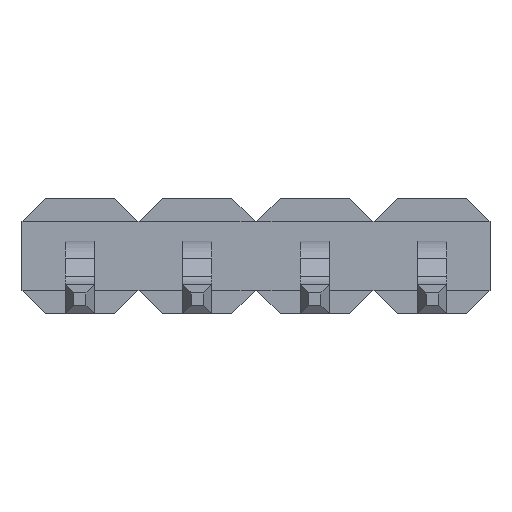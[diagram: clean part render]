
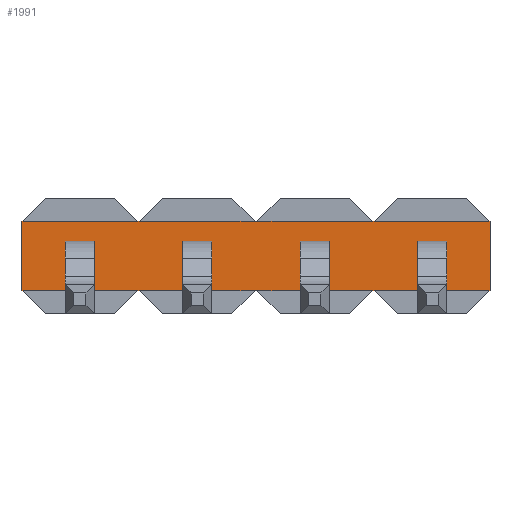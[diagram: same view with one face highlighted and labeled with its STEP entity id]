
A CAD part, left-side view. The second image highlights one B-rep face of the part: STEP entity #1991.
In plain terms, the highlighted planar face has unit normal (-1, 0, 0).
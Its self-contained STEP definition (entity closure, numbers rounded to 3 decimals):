
#86 = VERTEX_POINT('',#87);
#87 = CARTESIAN_POINT('',(2.711,-1.25,2.));
#132 = VERTEX_POINT('',#133);
#133 = CARTESIAN_POINT('',(2.711,1.25,2.));
#179 = EDGE_CURVE('',#132,#86,#180,.T.);
#180 = LINE('',#181,#182);
#181 = CARTESIAN_POINT('',(2.711,1.3,2.));
#182 = VECTOR('',#183,1.);
#183 = DIRECTION('',(0.,-1.,0.));
#195 = EDGE_CURVE('',#86,#196,#198,.T.);
#196 = VERTEX_POINT('',#197);
#197 = CARTESIAN_POINT('',(2.711,-1.29,2.));
#198 = LINE('',#199,#200);
#199 = CARTESIAN_POINT('',(2.711,-1.2,2.));
#200 = VECTOR('',#201,1.);
#201 = DIRECTION('',(0.,-1.,0.));
#226 = EDGE_CURVE('',#132,#227,#229,.T.);
#227 = VERTEX_POINT('',#228);
#228 = CARTESIAN_POINT('',(2.711,1.25,0.5));
#229 = LINE('',#230,#231);
#230 = CARTESIAN_POINT('',(2.711,1.25,1.625));
#231 = VECTOR('',#232,1.);
#232 = DIRECTION('',(0.,0.,-1.));
#337 = VERTEX_POINT('',#338);
#338 = CARTESIAN_POINT('',(2.711,-1.25,0.5));
#406 = EDGE_CURVE('',#337,#227,#407,.T.);
#407 = LINE('',#408,#409);
#408 = CARTESIAN_POINT('',(2.711,-1.3,0.5));
#409 = VECTOR('',#410,1.);
#410 = DIRECTION('',(0.,1.,0.));
#439 = EDGE_CURVE('',#440,#337,#442,.T.);
#440 = VERTEX_POINT('',#441);
#441 = CARTESIAN_POINT('',(2.711,-1.29,0.5));
#442 = LINE('',#443,#444);
#443 = CARTESIAN_POINT('',(2.711,-1.34,0.5));
#444 = VECTOR('',#445,1.);
#445 = DIRECTION('',(0.,1.,0.));
#502 = EDGE_CURVE('',#196,#503,#505,.T.);
#503 = VERTEX_POINT('',#504);
#504 = CARTESIAN_POINT('',(2.711,-3.79,2.));
#505 = LINE('',#506,#507);
#506 = CARTESIAN_POINT('',(2.711,-1.24,2.));
#507 = VECTOR('',#508,1.);
#508 = DIRECTION('',(0.,-1.,0.));
#591 = VERTEX_POINT('',#592);
#592 = CARTESIAN_POINT('',(2.711,-3.79,0.5));
#598 = EDGE_CURVE('',#591,#440,#599,.T.);
#599 = LINE('',#600,#601);
#600 = CARTESIAN_POINT('',(2.711,-3.84,0.5));
#601 = VECTOR('',#602,1.);
#602 = DIRECTION('',(0.,1.,0.));
#717 = EDGE_CURVE('',#503,#718,#720,.T.);
#718 = VERTEX_POINT('',#719);
#719 = CARTESIAN_POINT('',(2.711,-3.83,2.));
#720 = LINE('',#721,#722);
#721 = CARTESIAN_POINT('',(2.711,-3.74,2.));
#722 = VECTOR('',#723,1.);
#723 = DIRECTION('',(0.,-1.,0.));
#748 = EDGE_CURVE('',#749,#591,#751,.T.);
#749 = VERTEX_POINT('',#750);
#750 = CARTESIAN_POINT('',(2.711,-3.83,0.5));
#751 = LINE('',#752,#753);
#752 = CARTESIAN_POINT('',(2.711,-3.88,0.5));
#753 = VECTOR('',#754,1.);
#754 = DIRECTION('',(0.,1.,0.));
#889 = EDGE_CURVE('',#718,#890,#892,.T.);
#890 = VERTEX_POINT('',#891);
#891 = CARTESIAN_POINT('',(2.711,-6.33,2.));
#892 = LINE('',#893,#894);
#893 = CARTESIAN_POINT('',(2.711,-3.78,2.));
#894 = VECTOR('',#895,1.);
#895 = DIRECTION('',(0.,-1.,0.));
#939 = VERTEX_POINT('',#940);
#940 = CARTESIAN_POINT('',(2.711,-6.33,0.5));
#946 = EDGE_CURVE('',#939,#749,#947,.T.);
#947 = LINE('',#948,#949);
#948 = CARTESIAN_POINT('',(2.711,-6.38,0.5));
#949 = VECTOR('',#950,1.);
#950 = DIRECTION('',(0.,1.,0.));
#1065 = EDGE_CURVE('',#890,#1066,#1068,.T.);
#1066 = VERTEX_POINT('',#1067);
#1067 = CARTESIAN_POINT('',(2.711,-6.37,2.));
#1068 = LINE('',#1069,#1070);
#1069 = CARTESIAN_POINT('',(2.711,-6.28,2.));
#1070 = VECTOR('',#1071,1.);
#1071 = DIRECTION('',(0.,-1.,0.));
#1096 = EDGE_CURVE('',#1097,#939,#1099,.T.);
#1097 = VERTEX_POINT('',#1098);
#1098 = CARTESIAN_POINT('',(2.711,-6.37,0.5));
#1099 = LINE('',#1100,#1101);
#1100 = CARTESIAN_POINT('',(2.711,-6.42,0.5));
#1101 = VECTOR('',#1102,1.);
#1102 = DIRECTION('',(0.,1.,0.));
#1237 = EDGE_CURVE('',#1066,#1238,#1240,.T.);
#1238 = VERTEX_POINT('',#1239);
#1239 = CARTESIAN_POINT('',(2.711,-8.87,2.));
#1240 = LINE('',#1241,#1242);
#1241 = CARTESIAN_POINT('',(2.711,-6.32,2.));
#1242 = VECTOR('',#1243,1.);
#1243 = DIRECTION('',(0.,-1.,0.));
#1287 = VERTEX_POINT('',#1288);
#1288 = CARTESIAN_POINT('',(2.711,-8.87,0.5));
#1294 = EDGE_CURVE('',#1287,#1097,#1295,.T.);
#1295 = LINE('',#1296,#1297);
#1296 = CARTESIAN_POINT('',(2.711,-8.92,0.5));
#1297 = VECTOR('',#1298,1.);
#1298 = DIRECTION('',(0.,1.,0.));
#1413 = EDGE_CURVE('',#1287,#1238,#1414,.T.);
#1414 = LINE('',#1415,#1416);
#1415 = CARTESIAN_POINT('',(2.711,-8.87,0.875));
#1416 = VECTOR('',#1417,1.);
#1417 = DIRECTION('',(0.,0.,1.));
#1611 = EDGE_CURVE('',#1612,#1614,#1616,.T.);
#1612 = VERTEX_POINT('',#1613);
#1613 = CARTESIAN_POINT('',(2.711,-2.858,0.933));
#1614 = VERTEX_POINT('',#1615);
#1615 = CARTESIAN_POINT('',(2.711,-2.223,0.933));
#1616 = LINE('',#1617,#1618);
#1617 = CARTESIAN_POINT('',(2.711,-2.699,0.933));
#1618 = VECTOR('',#1619,1.);
#1619 = DIRECTION('',(0.,1.,0.));
#1642 = EDGE_CURVE('',#1643,#1612,#1645,.T.);
#1643 = VERTEX_POINT('',#1644);
#1644 = CARTESIAN_POINT('',(2.711,-2.858,1.568));
#1645 = LINE('',#1646,#1647);
#1646 = CARTESIAN_POINT('',(2.711,-2.858,1.409));
#1647 = VECTOR('',#1648,1.);
#1648 = DIRECTION('',(0.,0.,-1.));
#1666 = EDGE_CURVE('',#1614,#1667,#1669,.T.);
#1667 = VERTEX_POINT('',#1668);
#1668 = CARTESIAN_POINT('',(2.711,-2.223,1.568));
#1669 = LINE('',#1670,#1671);
#1670 = CARTESIAN_POINT('',(2.711,-2.223,1.091));
#1671 = VECTOR('',#1672,1.);
#1672 = DIRECTION('',(0.,0.,1.));
#1690 = EDGE_CURVE('',#1667,#1643,#1691,.T.);
#1691 = LINE('',#1692,#1693);
#1692 = CARTESIAN_POINT('',(2.711,-2.381,1.568));
#1693 = VECTOR('',#1694,1.);
#1694 = DIRECTION('',(0.,-1.,0.));
#1707 = EDGE_CURVE('',#1708,#1710,#1712,.T.);
#1708 = VERTEX_POINT('',#1709);
#1709 = CARTESIAN_POINT('',(2.711,-5.398,0.933));
#1710 = VERTEX_POINT('',#1711);
#1711 = CARTESIAN_POINT('',(2.711,-4.763,0.933));
#1712 = LINE('',#1713,#1714);
#1713 = CARTESIAN_POINT('',(2.711,-5.239,0.933));
#1714 = VECTOR('',#1715,1.);
#1715 = DIRECTION('',(0.,1.,0.));
#1738 = EDGE_CURVE('',#1739,#1708,#1741,.T.);
#1739 = VERTEX_POINT('',#1740);
#1740 = CARTESIAN_POINT('',(2.711,-5.398,1.568));
#1741 = LINE('',#1742,#1743);
#1742 = CARTESIAN_POINT('',(2.711,-5.398,1.409));
#1743 = VECTOR('',#1744,1.);
#1744 = DIRECTION('',(0.,0.,-1.));
#1762 = EDGE_CURVE('',#1710,#1763,#1765,.T.);
#1763 = VERTEX_POINT('',#1764);
#1764 = CARTESIAN_POINT('',(2.711,-4.763,1.568));
#1765 = LINE('',#1766,#1767);
#1766 = CARTESIAN_POINT('',(2.711,-4.763,1.091));
#1767 = VECTOR('',#1768,1.);
#1768 = DIRECTION('',(0.,0.,1.));
#1786 = EDGE_CURVE('',#1763,#1739,#1787,.T.);
#1787 = LINE('',#1788,#1789);
#1788 = CARTESIAN_POINT('',(2.711,-4.921,1.568));
#1789 = VECTOR('',#1790,1.);
#1790 = DIRECTION('',(0.,-1.,0.));
#1803 = EDGE_CURVE('',#1804,#1806,#1808,.T.);
#1804 = VERTEX_POINT('',#1805);
#1805 = CARTESIAN_POINT('',(2.711,-0.318,0.933));
#1806 = VERTEX_POINT('',#1807);
#1807 = CARTESIAN_POINT('',(2.711,0.318,0.933));
#1808 = LINE('',#1809,#1810);
#1809 = CARTESIAN_POINT('',(2.711,-0.159,0.933));
#1810 = VECTOR('',#1811,1.);
#1811 = DIRECTION('',(0.,1.,0.));
#1834 = EDGE_CURVE('',#1835,#1804,#1837,.T.);
#1835 = VERTEX_POINT('',#1836);
#1836 = CARTESIAN_POINT('',(2.711,-0.318,1.568));
#1837 = LINE('',#1838,#1839);
#1838 = CARTESIAN_POINT('',(2.711,-0.318,1.409));
#1839 = VECTOR('',#1840,1.);
#1840 = DIRECTION('',(0.,0.,-1.));
#1858 = EDGE_CURVE('',#1806,#1859,#1861,.T.);
#1859 = VERTEX_POINT('',#1860);
#1860 = CARTESIAN_POINT('',(2.711,0.318,1.568));
#1861 = LINE('',#1862,#1863);
#1862 = CARTESIAN_POINT('',(2.711,0.318,1.091));
#1863 = VECTOR('',#1864,1.);
#1864 = DIRECTION('',(0.,0.,1.));
#1882 = EDGE_CURVE('',#1859,#1835,#1883,.T.);
#1883 = LINE('',#1884,#1885);
#1884 = CARTESIAN_POINT('',(2.711,0.159,1.568));
#1885 = VECTOR('',#1886,1.);
#1886 = DIRECTION('',(0.,-1.,0.));
#1899 = EDGE_CURVE('',#1900,#1902,#1904,.T.);
#1900 = VERTEX_POINT('',#1901);
#1901 = CARTESIAN_POINT('',(2.711,-7.938,0.933));
#1902 = VERTEX_POINT('',#1903);
#1903 = CARTESIAN_POINT('',(2.711,-7.303,0.933));
#1904 = LINE('',#1905,#1906);
#1905 = CARTESIAN_POINT('',(2.711,-7.779,0.933));
#1906 = VECTOR('',#1907,1.);
#1907 = DIRECTION('',(0.,1.,0.));
#1930 = EDGE_CURVE('',#1931,#1900,#1933,.T.);
#1931 = VERTEX_POINT('',#1932);
#1932 = CARTESIAN_POINT('',(2.711,-7.938,1.568));
#1933 = LINE('',#1934,#1935);
#1934 = CARTESIAN_POINT('',(2.711,-7.938,1.409));
#1935 = VECTOR('',#1936,1.);
#1936 = DIRECTION('',(0.,0.,-1.));
#1954 = EDGE_CURVE('',#1902,#1955,#1957,.T.);
#1955 = VERTEX_POINT('',#1956);
#1956 = CARTESIAN_POINT('',(2.711,-7.303,1.568));
#1957 = LINE('',#1958,#1959);
#1958 = CARTESIAN_POINT('',(2.711,-7.303,1.091));
#1959 = VECTOR('',#1960,1.);
#1960 = DIRECTION('',(0.,0.,1.));
#1978 = EDGE_CURVE('',#1955,#1931,#1979,.T.);
#1979 = LINE('',#1980,#1981);
#1980 = CARTESIAN_POINT('',(2.711,-7.461,1.568));
#1981 = VECTOR('',#1982,1.);
#1982 = DIRECTION('',(0.,-1.,0.));
#1991 = ADVANCED_FACE('',(#1992,#2010,#2016,#2022,#2028),#2034,.T.);
#1992 = FACE_BOUND('',#1993,.T.);
#1993 = EDGE_LOOP('',(#1994,#1995,#1996,#1997,#1998,#1999,#2000,#2001,
    #2002,#2003,#2004,#2005,#2006,#2007,#2008,#2009));
#1994 = ORIENTED_EDGE('',*,*,#226,.T.);
#1995 = ORIENTED_EDGE('',*,*,#406,.F.);
#1996 = ORIENTED_EDGE('',*,*,#439,.F.);
#1997 = ORIENTED_EDGE('',*,*,#598,.F.);
#1998 = ORIENTED_EDGE('',*,*,#748,.F.);
#1999 = ORIENTED_EDGE('',*,*,#946,.F.);
#2000 = ORIENTED_EDGE('',*,*,#1096,.F.);
#2001 = ORIENTED_EDGE('',*,*,#1294,.F.);
#2002 = ORIENTED_EDGE('',*,*,#1413,.T.);
#2003 = ORIENTED_EDGE('',*,*,#1237,.F.);
#2004 = ORIENTED_EDGE('',*,*,#1065,.F.);
#2005 = ORIENTED_EDGE('',*,*,#889,.F.);
#2006 = ORIENTED_EDGE('',*,*,#717,.F.);
#2007 = ORIENTED_EDGE('',*,*,#502,.F.);
#2008 = ORIENTED_EDGE('',*,*,#195,.F.);
#2009 = ORIENTED_EDGE('',*,*,#179,.F.);
#2010 = FACE_BOUND('',#2011,.T.);
#2011 = EDGE_LOOP('',(#2012,#2013,#2014,#2015));
#2012 = ORIENTED_EDGE('',*,*,#1707,.T.);
#2013 = ORIENTED_EDGE('',*,*,#1762,.T.);
#2014 = ORIENTED_EDGE('',*,*,#1786,.T.);
#2015 = ORIENTED_EDGE('',*,*,#1738,.T.);
#2016 = FACE_BOUND('',#2017,.T.);
#2017 = EDGE_LOOP('',(#2018,#2019,#2020,#2021));
#2018 = ORIENTED_EDGE('',*,*,#1899,.T.);
#2019 = ORIENTED_EDGE('',*,*,#1954,.T.);
#2020 = ORIENTED_EDGE('',*,*,#1978,.T.);
#2021 = ORIENTED_EDGE('',*,*,#1930,.T.);
#2022 = FACE_BOUND('',#2023,.T.);
#2023 = EDGE_LOOP('',(#2024,#2025,#2026,#2027));
#2024 = ORIENTED_EDGE('',*,*,#1803,.T.);
#2025 = ORIENTED_EDGE('',*,*,#1858,.T.);
#2026 = ORIENTED_EDGE('',*,*,#1882,.T.);
#2027 = ORIENTED_EDGE('',*,*,#1834,.T.);
#2028 = FACE_BOUND('',#2029,.T.);
#2029 = EDGE_LOOP('',(#2030,#2031,#2032,#2033));
#2030 = ORIENTED_EDGE('',*,*,#1611,.T.);
#2031 = ORIENTED_EDGE('',*,*,#1666,.T.);
#2032 = ORIENTED_EDGE('',*,*,#1690,.T.);
#2033 = ORIENTED_EDGE('',*,*,#1642,.T.);
#2034 = PLANE('',#2035);
#2035 = AXIS2_PLACEMENT_3D('',#2036,#2037,#2038);
#2036 = CARTESIAN_POINT('',(2.711,-3.81,1.25));
#2037 = DIRECTION('',(-1.,0.,0.));
#2038 = DIRECTION('',(0.,0.,-1.));
